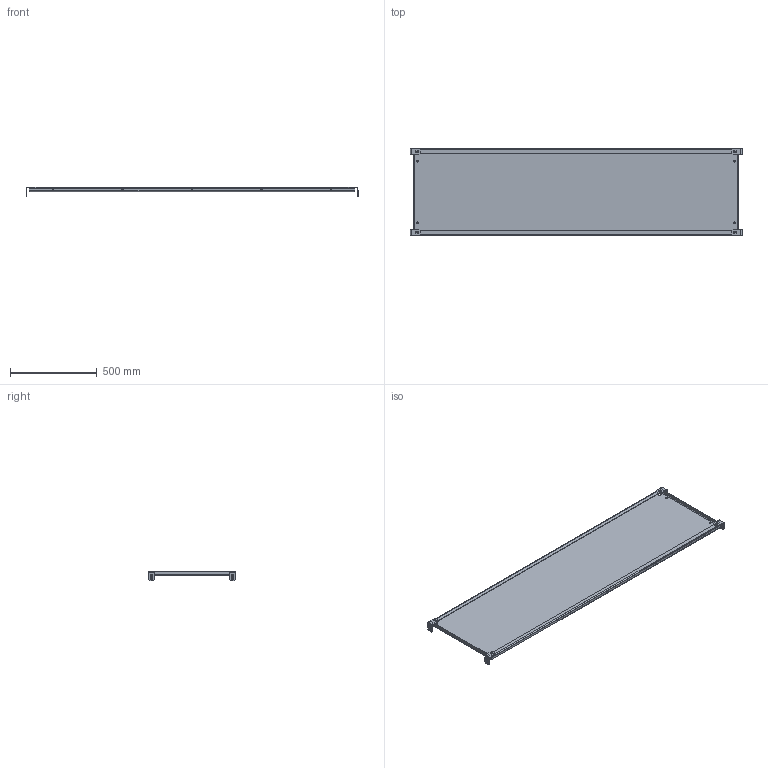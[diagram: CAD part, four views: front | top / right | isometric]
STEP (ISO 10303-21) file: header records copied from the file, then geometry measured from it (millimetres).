
FILE_DESCRIPTION(/* description */ (''),/* implementation_level */ '2;1');
FILE_NAME(/* name */ 'PLS20060.stp',/* time_stamp */ '2017-06-09T10:32:02+02:00',/* author */ (''),/* organization */ (''),/* preprocessor_version */ 'ST-DEVELOPER v15',/* originating_system */ 'SIEMENS PLM Software NX 9.0',/* authorisation */ '');
FILE_SCHEMA (('CONFIG_CONTROL_DESIGN'));
Length unit declared in the file: millimetre
Products named in the file (2): Soporte_Separacion_Placa_stp; PLS20060_stp
Assembly tree (4 placements, depth 2):
  PLS20060_stp
    Soporte_Separacion_Placa_stp  x4
Bounding box: 1910 x 500 x 55 mm (x, y, z)
Volume: 3370734.7 mm3; surface area: 2269518.5 mm2
Topology: 5 solids, 5 shells, 208 faces, 591 edges, 393 vertices
Faces by surface type: plane 138, cylinder 70
Full cylindrical faces by diameter (mm): 8.5 x10, 10 x8, 19 x4
Entity records: 4042 total; most frequent: CARTESIAN_POINT 708, ORIENTED_EDGE 630, DIRECTION 602, EDGE_CURVE 315, VERTEX_POINT 214, AXIS2_PLACEMENT_3D 210, LINE 182, VECTOR 182
